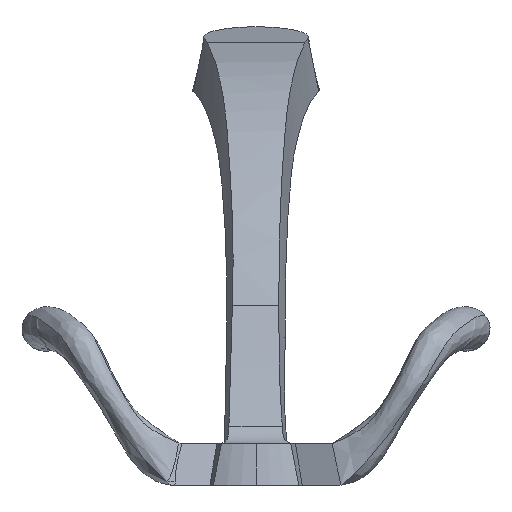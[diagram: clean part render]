
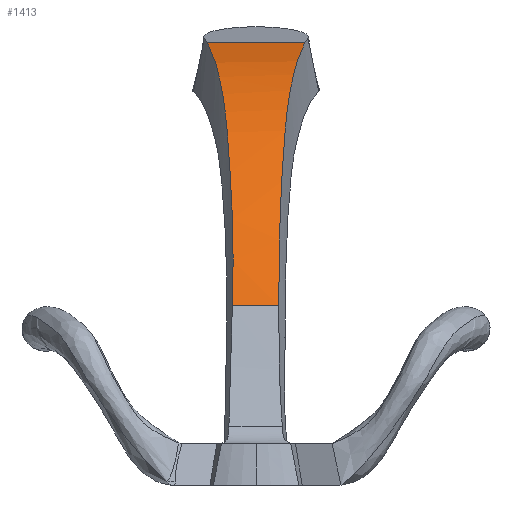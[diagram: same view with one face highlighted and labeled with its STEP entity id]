
A CAD part, front view. The second image highlights one B-rep face of the part: STEP entity #1413.
In plain terms, the highlighted cylindrical face has radius 70 mm (diameter 140 mm), a partial arc.
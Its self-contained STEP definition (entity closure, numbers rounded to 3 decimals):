
#169=B_SPLINE_CURVE_WITH_KNOTS('',3,(#5502,#5503,#5504,#5505,#5506,#5507,
#5508,#5509,#5510,#5511,#5512,#5513,#5514,#5515,#5516,#5517,#5518,#5519,
#5520,#5521,#5522,#5523,#5524,#5525,#5526,#5527,#5528,#5529,#5530,#5531,
#5532,#5533),.UNSPECIFIED.,.F.,.F.,(4,2,2,2,2,2,2,2,2,2,2,2,2,2,2,4),(-7.041,
-6.912,-6.74,-5.875,-5.231,
-4.965,-4.757,-4.603,-4.412,
-3.988,-3.16,-2.861,-2.656,
-2.343,-1.198,0.),.UNSPECIFIED.);
#177=B_SPLINE_CURVE_WITH_KNOTS('',3,(#5724,#5725,#5726,#5727,#5728,#5729,
#5730,#5731,#5732,#5733,#5734,#5735,#5736,#5737,#5738,#5739,#5740,#5741,
#5742,#5743,#5744,#5745,#5746,#5747,#5748,#5749,#5750,#5751,#5752,#5753,
#5754,#5755),.UNSPECIFIED.,.F.,.F.,(4,2,2,2,2,2,2,2,2,2,2,2,2,2,2,4),(-7.005,
-6.116,-5.837,-5.048,-4.55,
-4.281,-4.087,-3.199,-2.821,
-2.542,-2.375,-2.219,-1.921,
-0.664,-0.282,0.),.UNSPECIFIED.);
#244=CYLINDRICAL_SURFACE('',#1494,70.);
#306=FACE_OUTER_BOUND('',#384,.T.);
#384=EDGE_LOOP('',(#1261,#1262,#1263,#1264));
#436=LINE('',#5578,#482);
#437=LINE('',#5757,#483);
#482=VECTOR('',#1625,70.);
#483=VECTOR('',#1628,70.);
#655=VERTEX_POINT('',#5484);
#656=VERTEX_POINT('',#5501);
#659=VERTEX_POINT('',#5563);
#662=VERTEX_POINT('',#5717);
#865=EDGE_CURVE('',#656,#655,#169,.T.);
#870=EDGE_CURVE('',#655,#659,#436,.T.);
#874=EDGE_CURVE('',#659,#662,#177,.T.);
#875=EDGE_CURVE('',#662,#656,#437,.T.);
#1261=ORIENTED_EDGE('',*,*,#865,.T.);
#1262=ORIENTED_EDGE('',*,*,#870,.T.);
#1263=ORIENTED_EDGE('',*,*,#874,.T.);
#1264=ORIENTED_EDGE('',*,*,#875,.T.);
#1413=ADVANCED_FACE('',(#306),#244,.T.);
#1494=AXIS2_PLACEMENT_3D('',#5756,#1626,#1627);
#1625=DIRECTION('',(1.,0.,0.));
#1626=DIRECTION('center_axis',(1.,0.,0.));
#1627=DIRECTION('ref_axis',(0.,0.188,-0.982));
#1628=DIRECTION('',(-1.,0.,0.));
#5484=CARTESIAN_POINT('',(-3.89,32.421,22.589));
#5501=CARTESIAN_POINT('',(-7.949,84.354,65.558));
#5502=CARTESIAN_POINT('Ctrl Pts',(-7.949,84.354,65.558));
#5503=CARTESIAN_POINT('Ctrl Pts',(-7.895,83.935,65.478));
#5504=CARTESIAN_POINT('Ctrl Pts',(-7.844,83.517,65.394));
#5505=CARTESIAN_POINT('Ctrl Pts',(-7.725,82.543,65.189));
#5506=CARTESIAN_POINT('Ctrl Pts',(-7.659,81.987,65.065));
#5507=CARTESIAN_POINT('Ctrl Pts',(-7.27,78.649,64.278));
#5508=CARTESIAN_POINT('Ctrl Pts',(-6.977,75.901,63.45));
#5509=CARTESIAN_POINT('Ctrl Pts',(-6.463,71.202,61.711));
#5510=CARTESIAN_POINT('Ctrl Pts',(-6.244,69.231,60.878));
#5511=CARTESIAN_POINT('Ctrl Pts',(-5.943,66.505,59.574));
#5512=CARTESIAN_POINT('Ctrl Pts',(-5.855,65.715,59.178));
#5513=CARTESIAN_POINT('Ctrl Pts',(-5.703,64.32,58.445));
#5514=CARTESIAN_POINT('Ctrl Pts',(-5.637,63.712,58.114));
#5515=CARTESIAN_POINT('Ctrl Pts',(-5.526,62.666,57.523));
#5516=CARTESIAN_POINT('Ctrl Pts',(-5.48,62.227,57.269));
#5517=CARTESIAN_POINT('Ctrl Pts',(-5.38,61.241,56.685));
#5518=CARTESIAN_POINT('Ctrl Pts',(-5.327,60.699,56.353));
#5519=CARTESIAN_POINT('Ctrl Pts',(-5.164,58.966,55.26));
#5520=CARTESIAN_POINT('Ctrl Pts',(-5.064,57.795,54.472));
#5521=CARTESIAN_POINT('Ctrl Pts',(-4.8,54.405,52.035));
#5522=CARTESIAN_POINT('Ctrl Pts',(-4.666,52.26,50.292));
#5523=CARTESIAN_POINT('Ctrl Pts',(-4.486,49.486,47.752));
#5524=CARTESIAN_POINT('Ctrl Pts',(-4.438,48.763,47.062));
#5525=CARTESIAN_POINT('Ctrl Pts',(-4.358,47.573,45.874));
#5526=CARTESIAN_POINT('Ctrl Pts',(-4.325,47.097,45.385));
#5527=CARTESIAN_POINT('Ctrl Pts',(-4.241,45.911,44.13));
#5528=CARTESIAN_POINT('Ctrl Pts',(-4.19,45.21,43.355));
#5529=CARTESIAN_POINT('Ctrl Pts',(-3.965,42.032,39.676));
#5530=CARTESIAN_POINT('Ctrl Pts',(-3.827,39.777,36.589));
#5531=CARTESIAN_POINT('Ctrl Pts',(-3.733,35.686,29.899));
#5532=CARTESIAN_POINT('Ctrl Pts',(-3.781,33.891,26.301));
#5533=CARTESIAN_POINT('Ctrl Pts',(-3.89,32.421,22.589));
#5563=CARTESIAN_POINT('',(3.709,32.421,22.589));
#5578=CARTESIAN_POINT('',(0.,32.421,22.589));
#5717=CARTESIAN_POINT('',(7.949,84.354,65.558));
#5724=CARTESIAN_POINT('Ctrl Pts',(3.709,32.421,22.589));
#5725=CARTESIAN_POINT('Ctrl Pts',(3.712,33.533,25.396));
#5726=CARTESIAN_POINT('Ctrl Pts',(3.746,34.844,28.163));
#5727=CARTESIAN_POINT('Ctrl Pts',(3.78,36.747,31.591));
#5728=CARTESIAN_POINT('Ctrl Pts',(3.791,37.218,32.401));
#5729=CARTESIAN_POINT('Ctrl Pts',(3.844,39.082,35.463));
#5730=CARTESIAN_POINT('Ctrl Pts',(3.911,40.583,37.641));
#5731=CARTESIAN_POINT('Ctrl Pts',(4.065,43.229,41.048));
#5732=CARTESIAN_POINT('Ctrl Pts',(4.134,44.299,42.329));
#5733=CARTESIAN_POINT('Ctrl Pts',(4.25,46.015,44.24));
#5734=CARTESIAN_POINT('Ctrl Pts',(4.293,46.629,44.898));
#5735=CARTESIAN_POINT('Ctrl Pts',(4.367,47.709,46.011));
#5736=CARTESIAN_POINT('Ctrl Pts',(4.398,48.168,46.472));
#5737=CARTESIAN_POINT('Ctrl Pts',(4.571,50.769,49.007));
#5738=CARTESIAN_POINT('Ctrl Pts',(4.708,53.033,50.948));
#5739=CARTESIAN_POINT('Ctrl Pts',(4.956,56.423,53.499));
#5740=CARTESIAN_POINT('Ctrl Pts',(5.037,57.456,54.233));
#5741=CARTESIAN_POINT('Ctrl Pts',(5.194,59.284,55.459));
#5742=CARTESIAN_POINT('Ctrl Pts',(5.266,60.069,55.963));
#5743=CARTESIAN_POINT('Ctrl Pts',(5.39,61.342,56.745));
#5744=CARTESIAN_POINT('Ctrl Pts',(5.438,61.823,57.032));
#5745=CARTESIAN_POINT('Ctrl Pts',(5.535,62.756,57.575));
#5746=CARTESIAN_POINT('Ctrl Pts',(5.583,63.208,57.831));
#5747=CARTESIAN_POINT('Ctrl Pts',(5.725,64.529,58.561));
#5748=CARTESIAN_POINT('Ctrl Pts',(5.822,65.407,59.022));
#5749=CARTESIAN_POINT('Ctrl Pts',(6.332,70.032,61.325));
#5750=CARTESIAN_POINT('Ctrl Pts',(6.758,73.936,62.85));
#5751=CARTESIAN_POINT('Ctrl Pts',(7.334,79.155,64.369));
#5752=CARTESIAN_POINT('Ctrl Pts',(7.471,80.379,64.689));
#5753=CARTESIAN_POINT('Ctrl Pts',(7.722,82.521,65.188));
#5754=CARTESIAN_POINT('Ctrl Pts',(7.832,83.436,65.382));
#5755=CARTESIAN_POINT('Ctrl Pts',(7.949,84.354,65.558));
#5756=CARTESIAN_POINT('Origin',(0.,97.498,-3.197));
#5757=CARTESIAN_POINT('',(0.,84.354,65.558));
